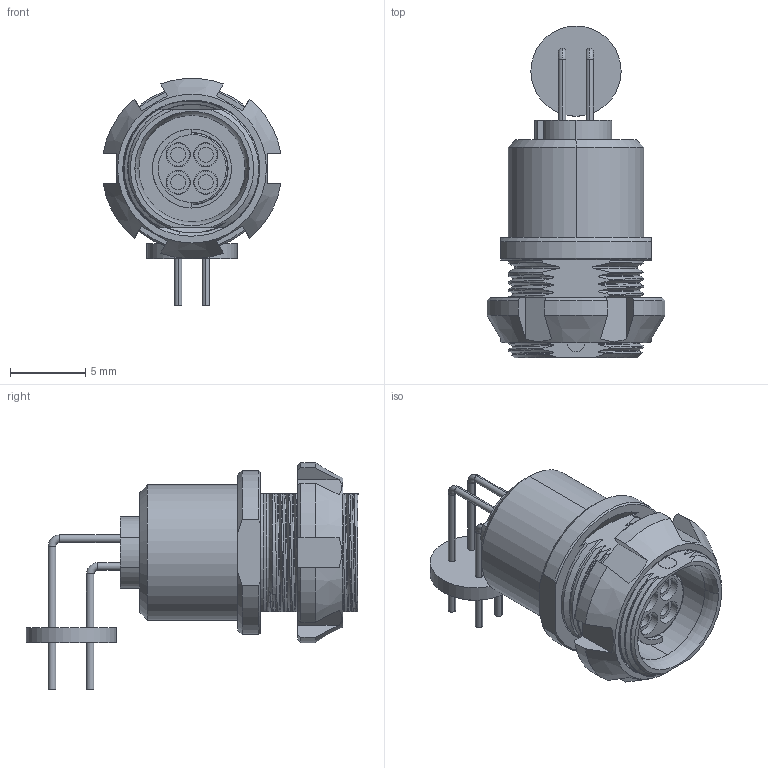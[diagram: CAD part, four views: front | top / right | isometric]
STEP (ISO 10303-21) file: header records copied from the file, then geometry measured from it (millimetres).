
FILE_DESCRIPTION((''),'2;1');
FILE_NAME('FISCHER_DBPC 102 A053-130.stp','2014-08-14T17:20:52',(''),(''),'Mechanical Desktop 2011','Mechanical Desktop 2011',', , ');
FILE_SCHEMA(('AUTOMOTIVE_DESIGN { 1 2 10303 214 1 1 1 1 }'));
Length unit declared in the file: millimetre
Products named in the file (1): Product
Bounding box: 11.83 x 22.07 x 15.08 mm (x, y, z)
Volume: 789.3 mm3; surface area: 2394.5 mm2
Topology: 15 solids, 15 shells, 323 faces, 865 edges, 587 vertices
Faces by surface type: cylinder 126, bspline 80, plane 78, cone 25, torus 14
Full cylindrical faces by diameter (mm): 8.55 x4
Entity records: 19638 total; most frequent: CARTESIAN_POINT 12148, ORIENTED_EDGE 1730, DIRECTION 1242, EDGE_CURVE 865, VERTEX_POINT 587, AXIS2_PLACEMENT_3D 503, EDGE_LOOP 362, B_SPLINE_CURVE_WITH_KNOTS 343
